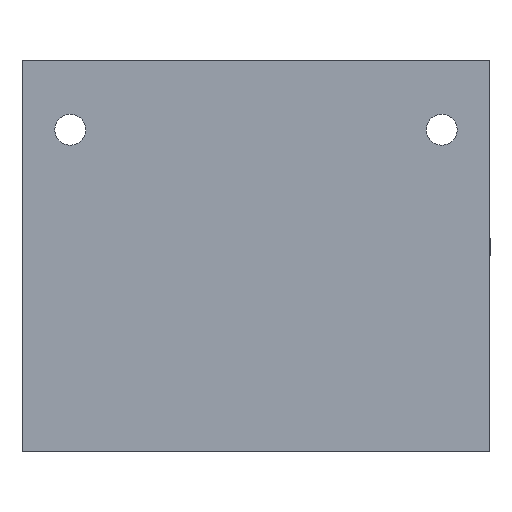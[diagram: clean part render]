
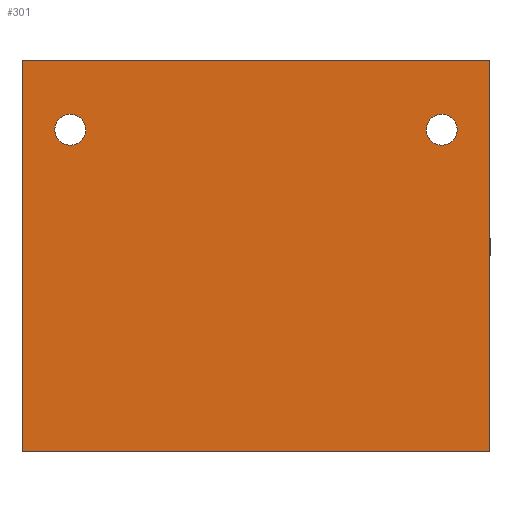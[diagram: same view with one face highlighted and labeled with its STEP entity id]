
A CAD part, left-side view. The second image highlights one B-rep face of the part: STEP entity #301.
In plain terms, the highlighted planar face has unit normal (-1, 0, 0).
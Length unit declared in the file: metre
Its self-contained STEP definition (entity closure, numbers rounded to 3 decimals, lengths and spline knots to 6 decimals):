
#15=LINE('',#504,#27);
#20=LINE('',#522,#32);
#22=LINE('',#526,#34);
#23=LINE('',#527,#35);
#27=VECTOR('',#405,1.);
#32=VECTOR('',#422,1.);
#34=VECTOR('',#426,1.);
#35=VECTOR('',#427,1.);
#43=PLANE('',#351);
#77=ORIENTED_EDGE('',*,*,#119,.F.);
#78=ORIENTED_EDGE('',*,*,#117,.F.);
#79=ORIENTED_EDGE('',*,*,#139,.F.);
#80=ORIENTED_EDGE('',*,*,#128,.F.);
#81=ORIENTED_EDGE('',*,*,#140,.T.);
#82=ORIENTED_EDGE('',*,*,#137,.T.);
#117=EDGE_CURVE('',#149,#149,#177,.T.);
#119=EDGE_CURVE('',#151,#151,#179,.T.);
#128=EDGE_CURVE('',#160,#158,#15,.T.);
#137=EDGE_CURVE('',#168,#167,#20,.T.);
#139=EDGE_CURVE('',#158,#167,#22,.T.);
#140=EDGE_CURVE('',#160,#168,#23,.T.);
#149=VERTEX_POINT('',#479);
#151=VERTEX_POINT('',#484);
#158=VERTEX_POINT('',#499);
#160=VERTEX_POINT('',#503);
#167=VERTEX_POINT('',#521);
#168=VERTEX_POINT('',#523);
#177=CIRCLE('',#334,0.002);
#179=CIRCLE('',#337,0.002);
#208=EDGE_LOOP('',(#77));
#209=EDGE_LOOP('',(#78));
#210=EDGE_LOOP('',(#79,#80,#81,#82));
#254=FACE_BOUND('',#208,.T.);
#255=FACE_BOUND('',#209,.T.);
#256=FACE_BOUND('',#210,.T.);
#301=ADVANCED_FACE('',(#254,#255,#256),#43,.T.);
#334=AXIS2_PLACEMENT_3D('',#478,#380,#381);
#337=AXIS2_PLACEMENT_3D('',#483,#386,#387);
#351=AXIS2_PLACEMENT_3D('',#525,#424,#425);
#380=DIRECTION('',(-1.,0.,0.));
#381=DIRECTION('',(0.,-1.,0.));
#386=DIRECTION('',(-1.,0.,0.));
#387=DIRECTION('',(0.,-1.,0.));
#405=DIRECTION('',(0.,0.,-1.));
#422=DIRECTION('',(0.,0.,-1.));
#424=DIRECTION('',(-1.,0.,0.));
#425=DIRECTION('',(0.,-1.,0.));
#426=DIRECTION('',(0.,1.,0.));
#427=DIRECTION('',(0.,1.,0.));
#478=CARTESIAN_POINT('',(-0.0381,0.00627,0.0418));
#479=CARTESIAN_POINT('',(-0.0381,0.00427,0.0418));
#483=CARTESIAN_POINT('',(-0.0381,0.05453,0.0418));
#484=CARTESIAN_POINT('',(-0.0381,0.05253,0.0418));
#499=CARTESIAN_POINT('',(-0.0381,0.,0.));
#503=CARTESIAN_POINT('',(-0.0381,0.,0.0508));
#504=CARTESIAN_POINT('',(-0.0381,0.,0.0508));
#521=CARTESIAN_POINT('',(-0.0381,0.0608,0.));
#522=CARTESIAN_POINT('',(-0.0381,0.0608,0.0508));
#523=CARTESIAN_POINT('',(-0.0381,0.0608,0.0508));
#525=CARTESIAN_POINT('',(-0.0381,0.0304,0.0508));
#526=CARTESIAN_POINT('',(-0.0381,0.0304,0.));
#527=CARTESIAN_POINT('',(-0.0381,0.0304,0.0508));
